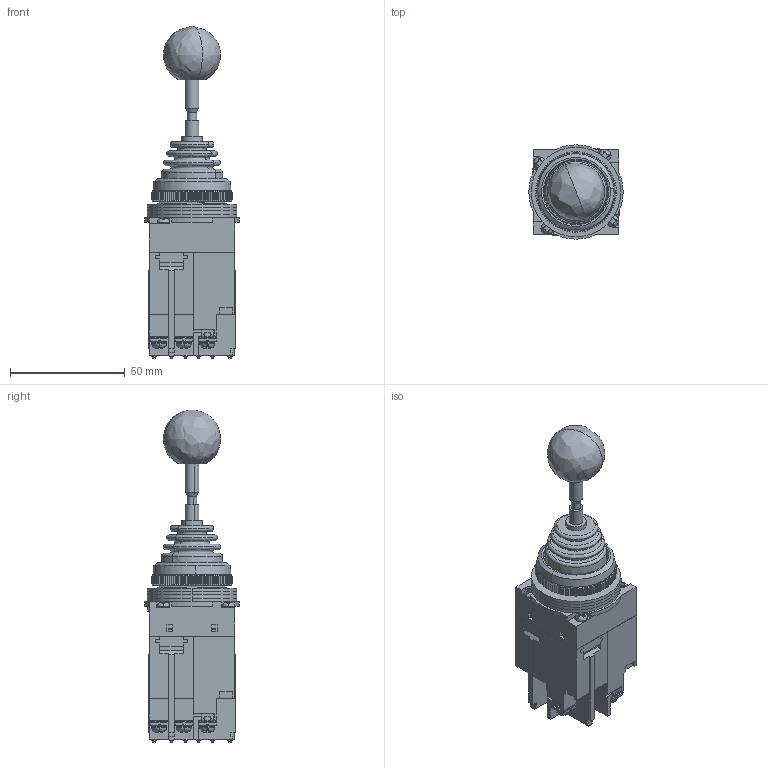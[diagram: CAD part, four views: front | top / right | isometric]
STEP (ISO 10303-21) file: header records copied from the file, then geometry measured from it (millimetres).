
FILE_DESCRIPTION (( 'STEP AP214' ), '1' );
FILE_NAME ('AR30A0N-AAAABZC.step', '2018-02-13T20:13:26', ( '' ), ( '' ), 'SwSTEP 2.0', 'SolidWorks 2017', '' );
FILE_SCHEMA (( 'AUTOMOTIVE_DESIGN' ));
Length unit declared in the file: inch
Products named in the file (1): AR30A0N-AAAABZC
Bounding box: 41 x 41 x 144.5 mm (x, y, z)
Volume: 87423.8 mm3; surface area: 59751.9 mm2
Topology: 52 solids, 56 shells, 2889 faces, 7940 edges, 5163 vertices
Faces by surface type: plane 2186, cylinder 417, cone 202, bspline 84
Entity records: 134087 total; most frequent: CARTESIAN_POINT 23320, ORIENTED_EDGE 15872, DIRECTION 13848, EDGE_CURVE 7936, VECTOR 5960, LINE 5960, VERTEX_POINT 5163, AXIS2_PLACEMENT_3D 3944
